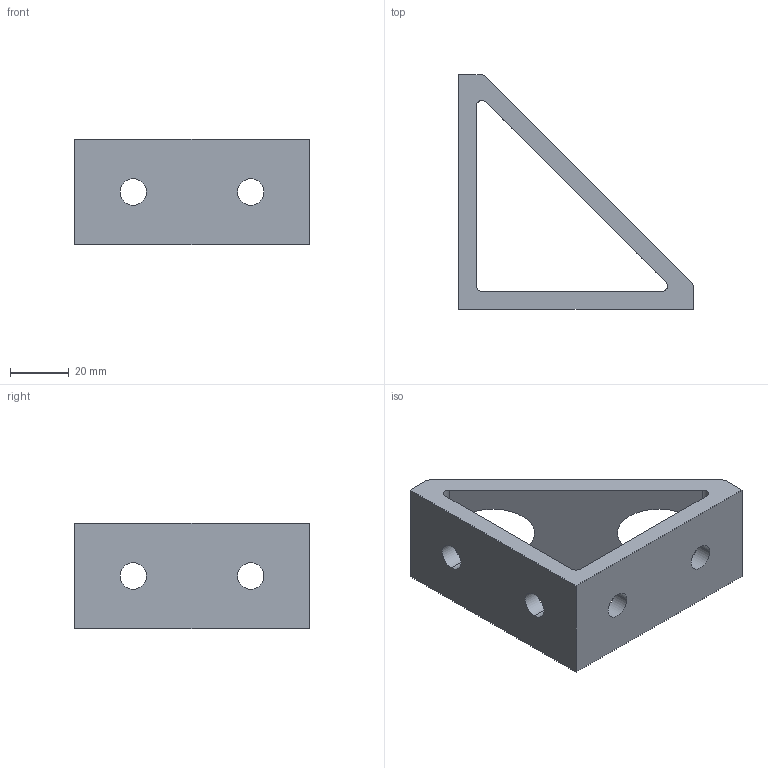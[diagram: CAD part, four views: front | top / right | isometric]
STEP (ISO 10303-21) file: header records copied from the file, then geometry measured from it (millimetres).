
FILE_DESCRIPTION (( 'STEP AP203' ), '1' );
FILE_NAME ('166386.step', '2023-10-19T17:03:36', ( '' ), ( '' ), 'SwSTEP 2.0', 'SolidWorks 2023', '' );
FILE_SCHEMA (( 'CONFIG_CONTROL_DESIGN' ));
Length unit declared in the file: millimetre
Products named in the file (1): 166386
Bounding box: 80 x 80 x 36 mm (x, y, z)
Volume: 47214.4 mm3; surface area: 20199.8 mm2
Topology: 1 solids, 1 shells, 35 faces, 91 edges, 58 vertices
Faces by surface type: cylinder 25, plane 10
Entity records: 1172 total; most frequent: CARTESIAN_POINT 245, ORIENTED_EDGE 182, DIRECTION 169, EDGE_CURVE 91, AXIS2_PLACEMENT_3D 62, VERTEX_POINT 58, EDGE_LOOP 49, LINE 45
